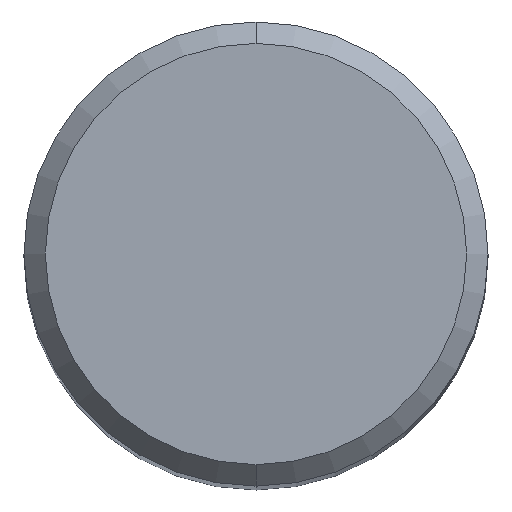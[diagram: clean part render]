
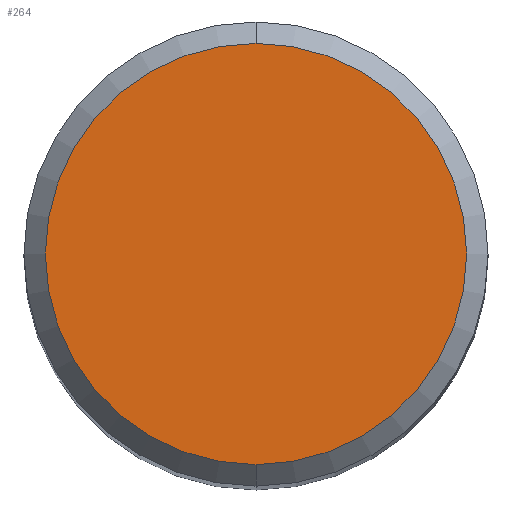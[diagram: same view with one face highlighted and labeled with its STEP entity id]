
A CAD part, top view. The second image highlights one B-rep face of the part: STEP entity #264.
In plain terms, the highlighted planar face has unit normal (0, 0, 1).
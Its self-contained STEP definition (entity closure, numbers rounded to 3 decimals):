
#222=VERTEX_POINT('',#529);
#246=EDGE_CURVE('',#346,#222,#554,.T.);
#264=ADVANCED_FACE('',(#573),#574,.T.);
#346=VERTEX_POINT('',#665);
#378=EDGE_CURVE('',#222,#346,#702,.T.);
#529=CARTESIAN_POINT('',(0.,-5.9,0.0));
#554=CIRCLE('',#949,5.9);
#573=FACE_OUTER_BOUND('',#976,.T.);
#574=PLANE('',#977);
#665=CARTESIAN_POINT('',(0.0,5.9,0.0));
#702=CIRCLE('',#1287,5.9);
#949=AXIS2_PLACEMENT_3D('',#1567,#1568,#1569);
#976=EDGE_LOOP('',(#1589,#1590));
#977=AXIS2_PLACEMENT_3D('',#1591,#1592,#1593);
#1287=AXIS2_PLACEMENT_3D('',#1738,#1739,#1740);
#1567=CARTESIAN_POINT('',(0.0,0.0,0.0));
#1568=DIRECTION('',(0.0,0.0,-1.0));
#1569=DIRECTION('',(0.0,1.0,0.0));
#1589=ORIENTED_EDGE('',*,*,#246,.F.);
#1590=ORIENTED_EDGE('',*,*,#378,.F.);
#1591=CARTESIAN_POINT('',(0.0,2.95,0.0));
#1592=DIRECTION('',(-0.0,0.0,1.0));
#1593=DIRECTION('',(0.0,-1.0,0.0));
#1738=CARTESIAN_POINT('',(0.0,0.0,0.0));
#1739=DIRECTION('',(0.0,0.0,-1.0));
#1740=DIRECTION('',(0.0,1.0,0.0));
